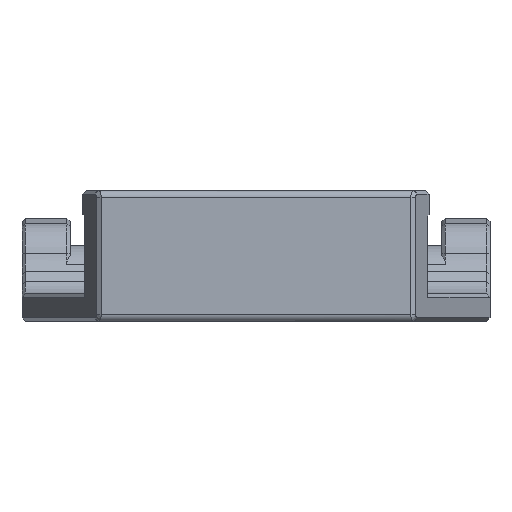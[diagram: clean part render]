
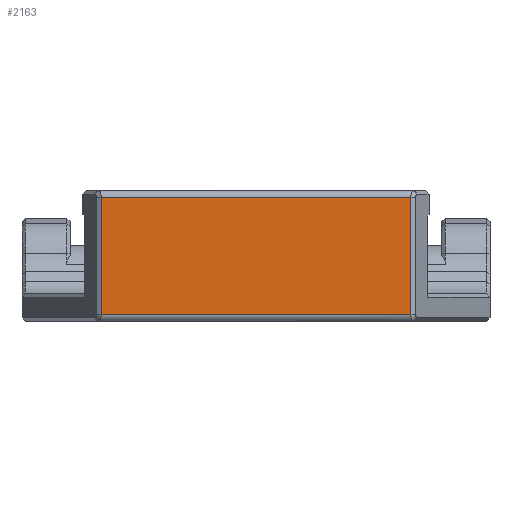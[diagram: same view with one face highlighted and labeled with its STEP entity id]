
A CAD part, left-side view. The second image highlights one B-rep face of the part: STEP entity #2163.
In plain terms, the highlighted planar face has unit normal (-1, 0, 0).
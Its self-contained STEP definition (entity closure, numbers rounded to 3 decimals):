
#132=FACE_OUTER_BOUND('',#261,.T.);
#261=EDGE_LOOP('',(#1654,#1655,#1656,#1657));
#457=LINE('',#3359,#680);
#485=LINE('',#3517,#708);
#486=LINE('',#3520,#709);
#487=LINE('',#3521,#710);
#680=VECTOR('',#2574,10.);
#708=VECTOR('',#2644,10.);
#709=VECTOR('',#2647,10.);
#710=VECTOR('',#2648,10.);
#966=VERTEX_POINT('',#3350);
#967=VERTEX_POINT('',#3358);
#982=VERTEX_POINT('',#3510);
#983=VERTEX_POINT('',#3519);
#1190=EDGE_CURVE('',#966,#967,#457,.T.);
#1228=EDGE_CURVE('',#982,#966,#485,.T.);
#1229=EDGE_CURVE('',#983,#982,#486,.T.);
#1230=EDGE_CURVE('',#967,#983,#487,.T.);
#1654=ORIENTED_EDGE('',*,*,#1228,.F.);
#1655=ORIENTED_EDGE('',*,*,#1229,.F.);
#1656=ORIENTED_EDGE('',*,*,#1230,.F.);
#1657=ORIENTED_EDGE('',*,*,#1190,.F.);
#2068=PLANE('',#2320);
#2163=ADVANCED_FACE('',(#132),#2068,.T.);
#2320=AXIS2_PLACEMENT_3D('',#3518,#2645,#2646);
#2574=DIRECTION('',(0.,0.,1.));
#2644=DIRECTION('',(0.,1.,0.));
#2645=DIRECTION('center_axis',(-1.,0.,0.));
#2646=DIRECTION('ref_axis',(0.,0.,-1.));
#2647=DIRECTION('',(0.,0.,-1.));
#2648=DIRECTION('',(0.,-1.,0.));
#3350=CARTESIAN_POINT('',(-25.,11.25,0.5));
#3358=CARTESIAN_POINT('',(-25.,11.25,9.));
#3359=CARTESIAN_POINT('',(-25.,11.25,1.));
#3510=CARTESIAN_POINT('',(-25.,-11.25,0.5));
#3517=CARTESIAN_POINT('',(-25.,2.25,0.5));
#3518=CARTESIAN_POINT('Origin',(-25.,42.,2.));
#3519=CARTESIAN_POINT('',(-25.,-11.25,9.));
#3520=CARTESIAN_POINT('',(-25.,-11.25,1.));
#3521=CARTESIAN_POINT('',(-25.,42.,9.));
